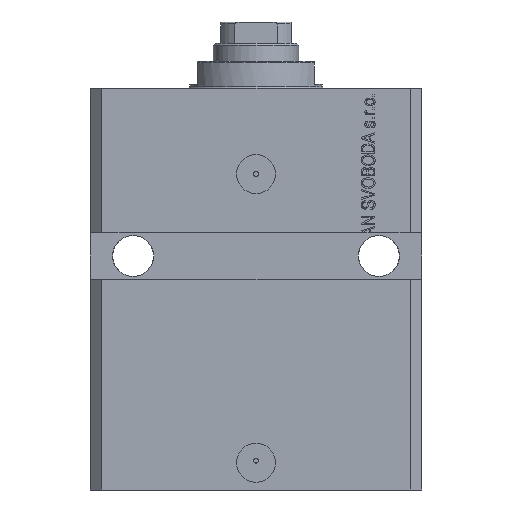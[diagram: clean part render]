
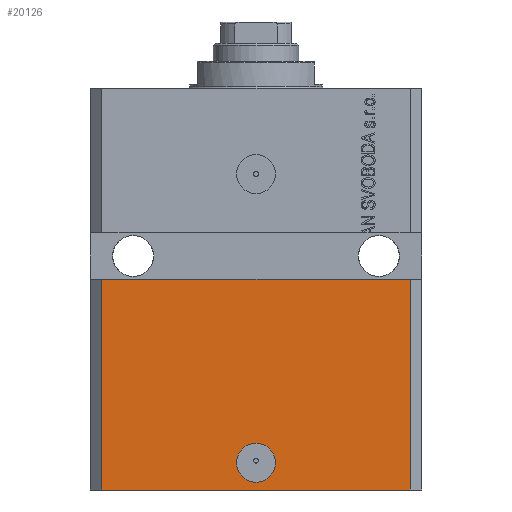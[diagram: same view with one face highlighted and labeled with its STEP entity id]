
A CAD part, front view. The second image highlights one B-rep face of the part: STEP entity #20126.
In plain terms, the highlighted planar face has unit normal (0, -1, 0).
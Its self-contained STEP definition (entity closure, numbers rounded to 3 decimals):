
#369 = LINE ( 'NONE', #3309, #18774 ) ;
#434 = ORIENTED_EDGE ( 'NONE', *, *, #20736, .T. ) ;
#790 = VECTOR ( 'NONE', #35789, 1000. ) ;
#1521 = DIRECTION ( 'NONE',  ( 1., 0., 0. ) ) ;
#1847 = CARTESIAN_POINT ( 'NONE',  ( -39.5, -31.5, -103. ) ) ;
#3309 = CARTESIAN_POINT ( 'NONE',  ( -39.5, -31.5, -103. ) ) ;
#3446 = ORIENTED_EDGE ( 'NONE', *, *, #28650, .F. ) ;
#5133 = EDGE_CURVE ( 'NONE', #39649, #27864, #28225, .T. ) ;
#7283 = LINE ( 'NONE', #44742, #38089 ) ;
#8154 = DIRECTION ( 'NONE',  ( 0., -1., 0. ) ) ;
#11012 = CARTESIAN_POINT ( 'NONE',  ( 39.5, -31.5, -49. ) ) ;
#13972 = ORIENTED_EDGE ( 'NONE', *, *, #5133, .F. ) ;
#15457 = DIRECTION ( 'NONE',  ( 0., 0., 1. ) ) ;
#16697 = DIRECTION ( 'NONE',  ( 0., -1., 0. ) ) ;
#17182 = FACE_BOUND ( 'NONE', #41779, .T. ) ;
#17248 = EDGE_CURVE ( 'NONE', #27864, #39649, #20054, .T. ) ;
#17576 = DIRECTION ( 'NONE',  ( 1., 0., 0. ) ) ;
#18249 = DIRECTION ( 'NONE',  ( 0., 0., 1. ) ) ;
#18774 = VECTOR ( 'NONE', #15457, 1000. ) ;
#20032 = DIRECTION ( 'NONE',  ( 0., -1., 0. ) ) ;
#20054 = CIRCLE ( 'NONE', #26241, 5. ) ;
#20126 = ADVANCED_FACE ( 'NONE', ( #17182, #35180 ), #32013, .T. ) ;
#20604 = EDGE_CURVE ( 'NONE', #42755, #33814, #43331, .T. ) ;
#20736 = EDGE_CURVE ( 'NONE', #33814, #27463, #7283, .T. ) ;
#20982 = LINE ( 'NONE', #39706, #34500 ) ;
#22547 = AXIS2_PLACEMENT_3D ( 'NONE', #1847, #16697, #46869 ) ;
#22770 = CARTESIAN_POINT ( 'NONE',  ( -39.5, -31.5, -49. ) ) ;
#22834 = EDGE_CURVE ( 'NONE', #42755, #33099, #369, .T. ) ;
#23720 = ORIENTED_EDGE ( 'NONE', *, *, #20604, .T. ) ;
#25303 = CARTESIAN_POINT ( 'NONE',  ( -39.5, -31.5, -103. ) ) ;
#26241 = AXIS2_PLACEMENT_3D ( 'NONE', #38502, #20032, #1521 ) ;
#27463 = VERTEX_POINT ( 'NONE', #11012 ) ;
#27864 = VERTEX_POINT ( 'NONE', #34041 ) ;
#28225 = CIRCLE ( 'NONE', #32127, 5. ) ;
#28650 = EDGE_CURVE ( 'NONE', #33099, #27463, #20982, .T. ) ;
#32013 = PLANE ( 'NONE',  #22547 ) ;
#32127 = AXIS2_PLACEMENT_3D ( 'NONE', #40521, #8154, #45129 ) ;
#32200 = CARTESIAN_POINT ( 'NONE',  ( 39.5, -31.5, -103. ) ) ;
#33099 = VERTEX_POINT ( 'NONE', #22770 ) ;
#33814 = VERTEX_POINT ( 'NONE', #32200 ) ;
#34041 = CARTESIAN_POINT ( 'NONE',  ( -5., -31.5, -96. ) ) ;
#34500 = VECTOR ( 'NONE', #17576, 1000. ) ;
#35180 = FACE_OUTER_BOUND ( 'NONE', #41792, .T. ) ;
#35789 = DIRECTION ( 'NONE',  ( 1., 0., 0. ) ) ;
#38089 = VECTOR ( 'NONE', #18249, 1000. ) ;
#38502 = CARTESIAN_POINT ( 'NONE',  ( 0., -31.5, -96. ) ) ;
#39649 = VERTEX_POINT ( 'NONE', #42919 ) ;
#39706 = CARTESIAN_POINT ( 'NONE',  ( -42.5, -31.5, -49. ) ) ;
#40521 = CARTESIAN_POINT ( 'NONE',  ( 0., -31.5, -96. ) ) ;
#41779 = EDGE_LOOP ( 'NONE', ( #13972, #45819 ) ) ;
#41792 = EDGE_LOOP ( 'NONE', ( #3446, #42731, #23720, #434 ) ) ;
#42731 = ORIENTED_EDGE ( 'NONE', *, *, #22834, .F. ) ;
#42755 = VERTEX_POINT ( 'NONE', #47812 ) ;
#42919 = CARTESIAN_POINT ( 'NONE',  ( 5., -31.5, -96. ) ) ;
#43331 = LINE ( 'NONE', #25303, #790 ) ;
#44742 = CARTESIAN_POINT ( 'NONE',  ( 39.5, -31.5, -103. ) ) ;
#45129 = DIRECTION ( 'NONE',  ( 1., 0., 0. ) ) ;
#45819 = ORIENTED_EDGE ( 'NONE', *, *, #17248, .F. ) ;
#46869 = DIRECTION ( 'NONE',  ( 0., 0., -1. ) ) ;
#47812 = CARTESIAN_POINT ( 'NONE',  ( -39.5, -31.5, -103. ) ) ;
